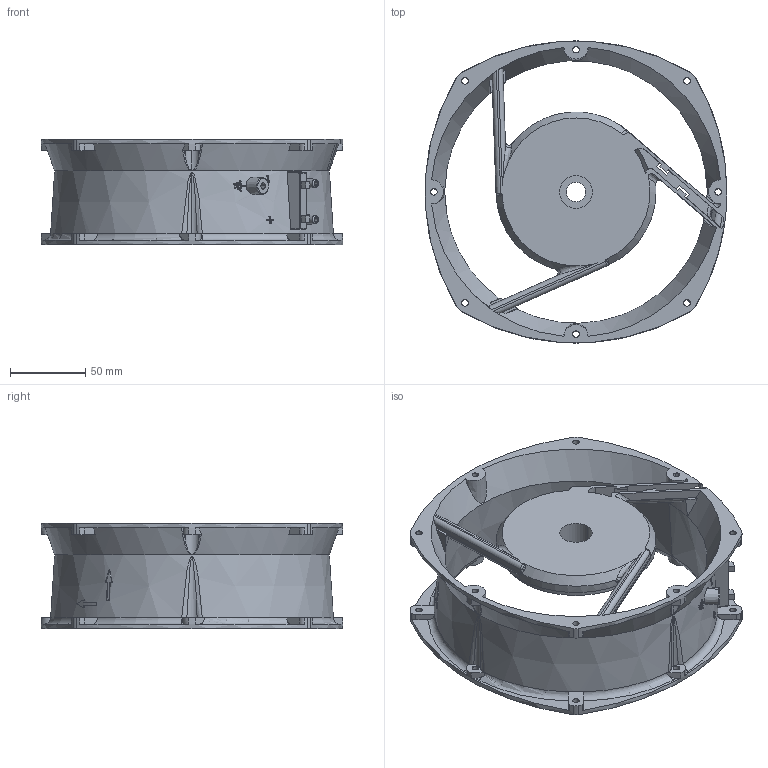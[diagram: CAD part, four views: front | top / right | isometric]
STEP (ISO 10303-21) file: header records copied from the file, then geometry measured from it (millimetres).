
FILE_DESCRIPTION (( 'STEP AP203' ), '1' );
FILE_NAME ('OA200_m0_frame.stp', '2022-11-16T18:50:02', ( '' ), ( '' ), 'SwSTEP 2.0', 'SolidWorks 2018', '' );
FILE_SCHEMA (( 'CONFIG_CONTROL_DESIGN' ));
Length unit declared in the file: millimetre
Products named in the file (1): OA200_m0_frame
Bounding box: 200 x 200 x 70 mm (x, y, z)
Volume: 244389.5 mm3; surface area: 144569.2 mm2
Topology: 1 solids, 1 shells, 467 faces, 1314 edges, 856 vertices
Faces by surface type: plane 195, cylinder 136, bspline 64, cone 49, torus 19, sphere 4
Entity records: 23895 total; most frequent: CARTESIAN_POINT 12340, ORIENTED_EDGE 2612, DIRECTION 2179, EDGE_CURVE 1306, AXIS2_PLACEMENT_3D 870, VERTEX_POINT 853, EDGE_LOOP 529, FACE_OUTER_BOUND 466
